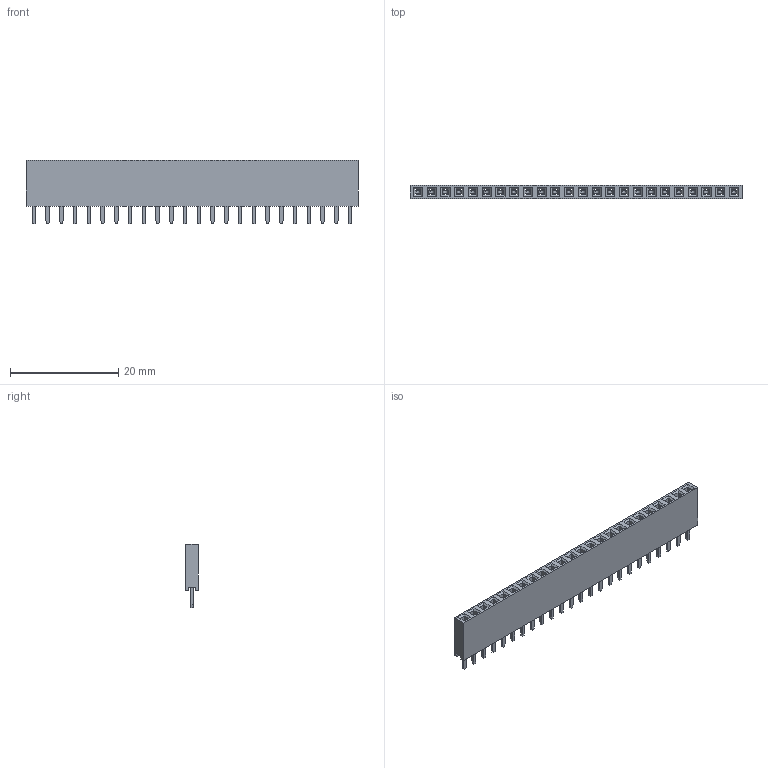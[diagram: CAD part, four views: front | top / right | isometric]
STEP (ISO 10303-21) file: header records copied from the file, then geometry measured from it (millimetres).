
FILE_DESCRIPTION (( 'STEP AP214' ), '1' );
FILE_NAME ('HDR-TH_24P-P2.54-V-F.STEP', '2022-03-28T11:44:47', ( 'Sky123.Org' ), ( 'Sky123.Org' ), 'SwSTEP 2.0', 'SolidWorks 2017', '' );
FILE_SCHEMA (( 'AUTOMOTIVE_DESIGN' ));
Length unit declared in the file: millimetre
Products named in the file (1): HDR-TH_24P-P2.54-V-F
Bounding box: 61.36 x 2.4 x 11.7 mm (x, y, z)
Volume: 1029.3 mm3; surface area: 2559 mm2
Topology: 1 solids, 1 shells, 597 faces, 1668 edges, 1080 vertices
Faces by surface type: plane 511, cylinder 72, bspline 14
Entity records: 25644 total; most frequent: CARTESIAN_POINT 4144, ORIENTED_EDGE 3336, DIRECTION 2952, EDGE_CURVE 1668, LINE 1496, VECTOR 1496, VERTEX_POINT 1080, AXIS2_PLACEMENT_3D 728
